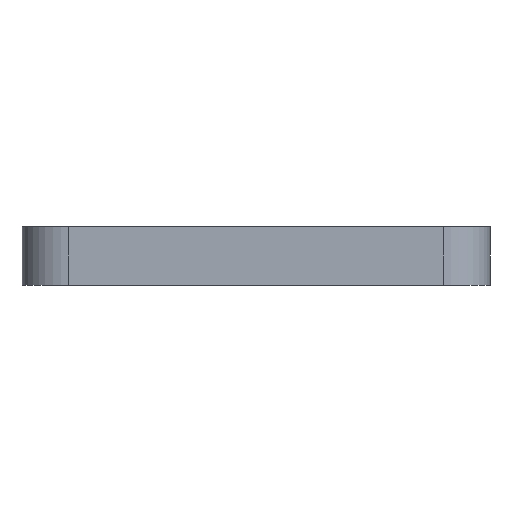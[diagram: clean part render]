
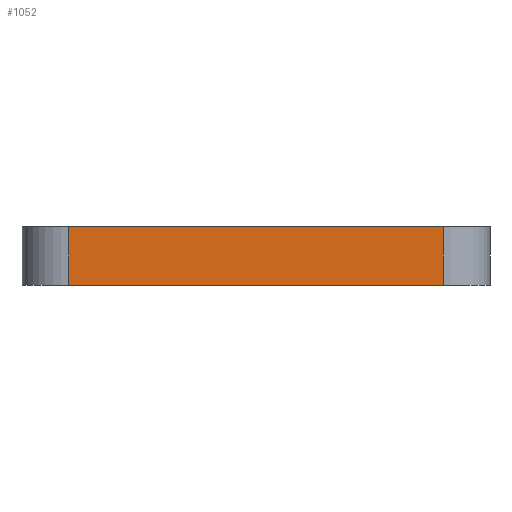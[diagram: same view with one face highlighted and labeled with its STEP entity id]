
A CAD part, front view. The second image highlights one B-rep face of the part: STEP entity #1052.
In plain terms, the highlighted planar face has unit normal (0, -1, 0).
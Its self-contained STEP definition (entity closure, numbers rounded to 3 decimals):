
#108 = EDGE_CURVE ( 'NONE', #2184, #2199, #539, .T. ) ;
#177 = VECTOR ( 'NONE', #1136, 1000. ) ;
#423 = CARTESIAN_POINT ( 'NONE',  ( 50., 0., 6.3 ) ) ;
#461 = EDGE_CURVE ( 'NONE', #2179, #1715, #854, .T. ) ;
#529 = CARTESIAN_POINT ( 'NONE',  ( 45., 0., 6.3 ) ) ;
#539 = LINE ( 'NONE', #1089, #2206 ) ;
#550 = CARTESIAN_POINT ( 'NONE',  ( 45., 0., 0. ) ) ;
#565 = CARTESIAN_POINT ( 'NONE',  ( 5., 0., 6.3 ) ) ;
#715 = CARTESIAN_POINT ( 'NONE',  ( 5., 0., 6.3 ) ) ;
#760 = EDGE_CURVE ( 'NONE', #2179, #2184, #1827, .T. ) ;
#804 = CARTESIAN_POINT ( 'NONE',  ( 45., 0., 6.3 ) ) ;
#848 = DIRECTION ( 'NONE',  ( 1., 0., 0. ) ) ;
#854 = LINE ( 'NONE', #423, #2361 ) ;
#1052 = ADVANCED_FACE ( 'NONE', ( #2512 ), #1195, .F. ) ;
#1089 = CARTESIAN_POINT ( 'NONE',  ( 50., 0., 0. ) ) ;
#1108 = LINE ( 'NONE', #529, #177 ) ;
#1136 = DIRECTION ( 'NONE',  ( 0., 0., 1. ) ) ;
#1148 = CARTESIAN_POINT ( 'NONE',  ( 5., 0., 0. ) ) ;
#1195 = PLANE ( 'NONE',  #1789 ) ;
#1289 = DIRECTION ( 'NONE',  ( 1., 0., 0. ) ) ;
#1318 = ORIENTED_EDGE ( 'NONE', *, *, #1431, .T. ) ;
#1431 = EDGE_CURVE ( 'NONE', #2199, #1715, #1108, .T. ) ;
#1438 = VECTOR ( 'NONE', #2329, 1000. ) ;
#1715 = VERTEX_POINT ( 'NONE', #804 ) ;
#1789 = AXIS2_PLACEMENT_3D ( 'NONE', #2412, #1824, #1986 ) ;
#1810 = ORIENTED_EDGE ( 'NONE', *, *, #108, .T. ) ;
#1811 = EDGE_LOOP ( 'NONE', ( #1810, #1318, #2494, #2327 ) ) ;
#1824 = DIRECTION ( 'NONE',  ( 0., 1., 0. ) ) ;
#1827 = LINE ( 'NONE', #715, #1438 ) ;
#1986 = DIRECTION ( 'NONE',  ( -1., 0., 0. ) ) ;
#2179 = VERTEX_POINT ( 'NONE', #565 ) ;
#2184 = VERTEX_POINT ( 'NONE', #1148 ) ;
#2199 = VERTEX_POINT ( 'NONE', #550 ) ;
#2206 = VECTOR ( 'NONE', #1289, 1000. ) ;
#2327 = ORIENTED_EDGE ( 'NONE', *, *, #760, .T. ) ;
#2329 = DIRECTION ( 'NONE',  ( 0., 0., -1. ) ) ;
#2361 = VECTOR ( 'NONE', #848, 1000. ) ;
#2412 = CARTESIAN_POINT ( 'NONE',  ( 50., 0., 6.3 ) ) ;
#2494 = ORIENTED_EDGE ( 'NONE', *, *, #461, .F. ) ;
#2512 = FACE_OUTER_BOUND ( 'NONE', #1811, .T. ) ;
